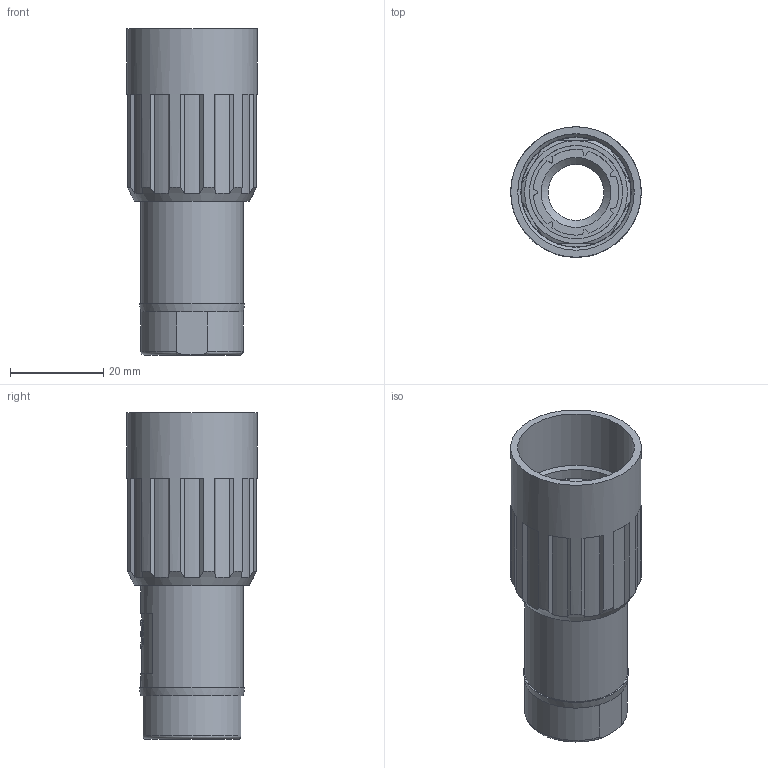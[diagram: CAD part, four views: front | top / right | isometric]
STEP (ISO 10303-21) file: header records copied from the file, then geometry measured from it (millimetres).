
FILE_DESCRIPTION(/* description */ (''),/* implementation_level */ '2;1');
FILE_NAME(/* name */ '100106094ugm000_b.stp',/* time_stamp */ '2017-02-28T08:44:47+01:00',/* author */ (''),/* organization */ (''),/* preprocessor_version */ 'ST-DEVELOPER v16',/* originating_system */ 'SIEMENS PLM Software NX 10.0',/* authorisation */ '');
FILE_SCHEMA (('AUTOMOTIVE_DESIGN { 1 0 10303 214 3 1 1 1 }'));
Length unit declared in the file: millimetre
Products named in the file (1): 100106094ugm000_b
Bounding box: 28 x 28 x 70 mm (x, y, z)
Volume: 12500.1 mm3; surface area: 14200.5 mm2
Topology: 1 solids, 1 shells, 248 faces, 668 edges, 449 vertices
Faces by surface type: plane 168, cylinder 68, cone 11, bspline 1
Full cylindrical faces by diameter (mm): 0.57 x1, 0.63 x1, 12 x1, 16 x1, 20 x1, 21 x1, 22 x2, 22.3 x1, 23.5 x1, 23.7 x1, 25 x1, 28 x1
Entity records: 8919 total; most frequent: CARTESIAN_POINT 1959, DIRECTION 1295, ORIENTED_EDGE 1290, EDGE_CURVE 645, AXIS2_PLACEMENT_3D 478, VERTEX_POINT 444, LINE 339, VECTOR 339
